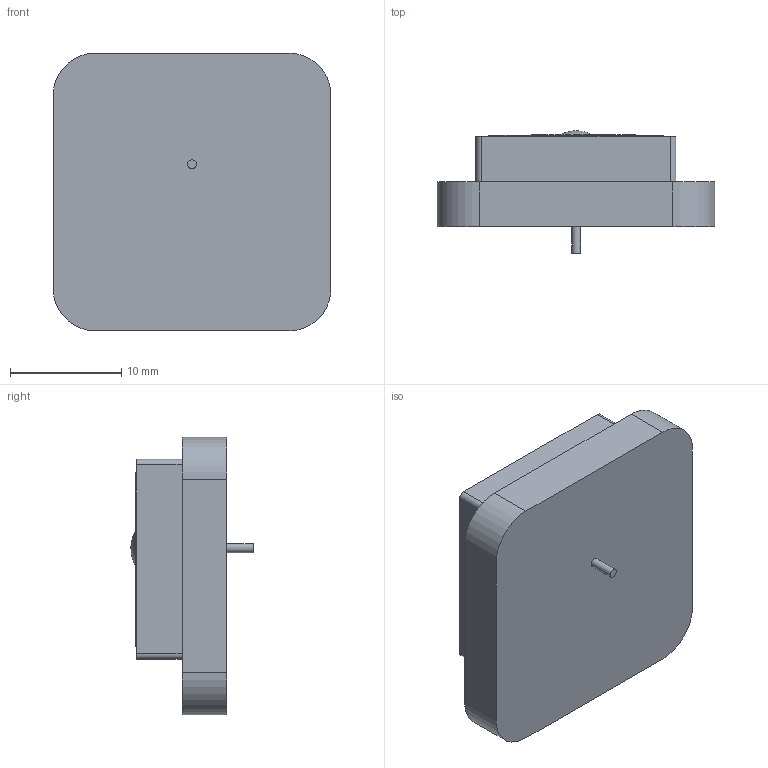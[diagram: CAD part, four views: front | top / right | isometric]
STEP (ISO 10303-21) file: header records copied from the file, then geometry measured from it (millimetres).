
FILE_DESCRIPTION (( 'STEP AP214' ), '1' );
FILE_NAME ('GVLB258.A_web.STEP', '2021-11-05T08:57:17', ( '' ), ( '' ), 'SwSTEP 2.0', 'SolidWorks 2018', '' );
FILE_SCHEMA (( 'AUTOMOTIVE_DESIGN' ));
Length unit declared in the file: millimetre
Products named in the file (1): GVLB258.A_web
Bounding box: 24.98 x 11.02 x 25 mm (x, y, z)
Volume: 3802.5 mm3; surface area: 1901.7 mm2
Topology: 1 solids, 1 shells, 265 faces, 706 edges, 472 vertices
Faces by surface type: plane 143, bspline 111, cylinder 10, torus 1
Full cylindrical faces by diameter (mm): 0.8 x1, 3.459 x1, 4.2 x1
Entity records: 13725 total; most frequent: CARTESIAN_POINT 5197, ORIENTED_EDGE 1394, DIRECTION 806, EDGE_CURVE 697, VERTEX_POINT 467, VECTOR 454, LINE 454, EDGE_LOOP 298
